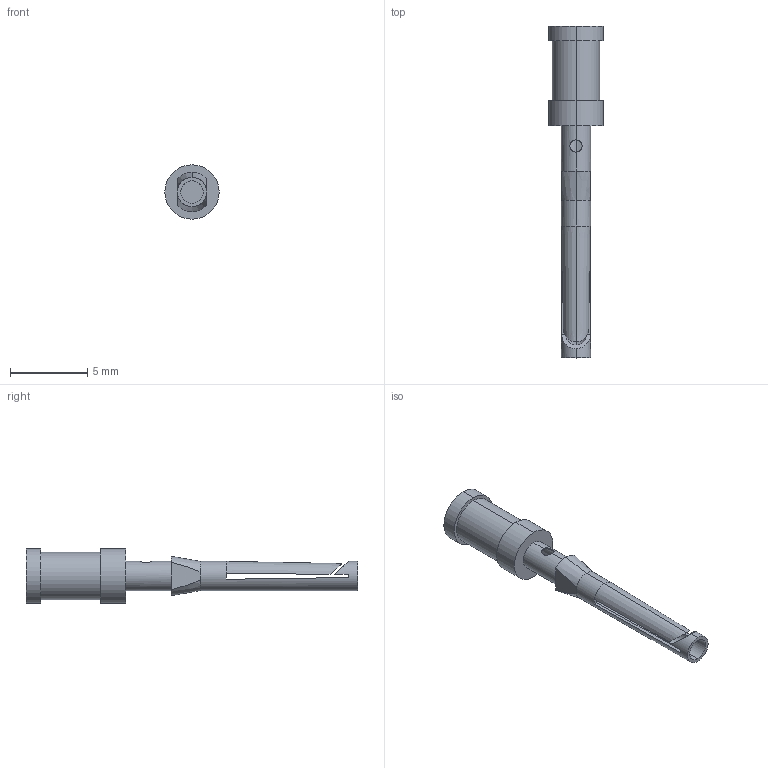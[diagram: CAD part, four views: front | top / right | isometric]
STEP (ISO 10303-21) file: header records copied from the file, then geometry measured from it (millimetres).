
FILE_DESCRIPTION (( 'STEP AP214' ), '1' );
FILE_NAME ('ZP-MC-CC-F10A-16G.step', '2015-08-12T18:18:30', ( '' ), ( '' ), 'SwSTEP 2.0', 'SolidWorks 2014', '' );
FILE_SCHEMA (( 'AUTOMOTIVE_DESIGN' ));
Length unit declared in the file: millimetre
Products named in the file (1): ZP-MC-CC-F10A-16G
Bounding box: 3.52 x 21.5 x 3.52 mm (x, y, z)
Volume: 52.3 mm3; surface area: 273.6 mm2
Topology: 1 solids, 1 shells, 50 faces, 131 edges, 84 vertices
Faces by surface type: plane 27, cylinder 16, cone 7
Entity records: 1648 total; most frequent: CARTESIAN_POINT 396, ORIENTED_EDGE 262, DIRECTION 256, EDGE_CURVE 131, AXIS2_PLACEMENT_3D 102, VERTEX_POINT 84, EDGE_LOOP 55, VECTOR 52
